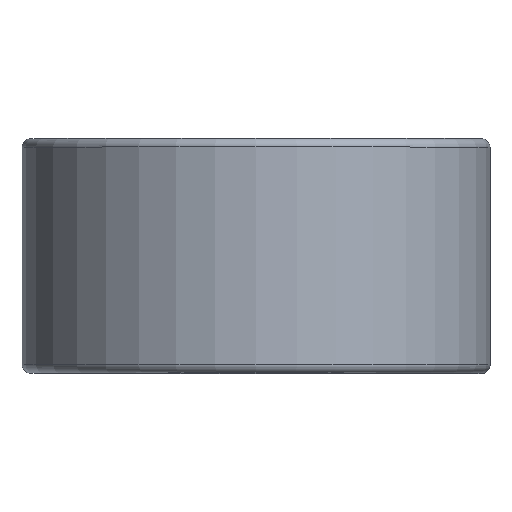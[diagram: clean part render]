
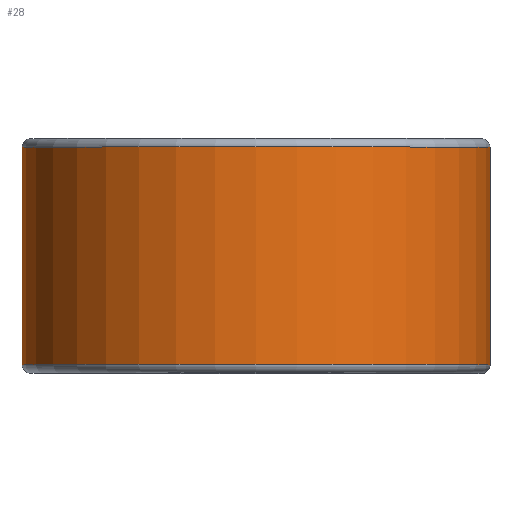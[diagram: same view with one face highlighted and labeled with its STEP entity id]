
A CAD part, top view. The second image highlights one B-rep face of the part: STEP entity #28.
In plain terms, the highlighted cylindrical face has radius 20.574 mm (diameter 41.148 mm), a partial arc.
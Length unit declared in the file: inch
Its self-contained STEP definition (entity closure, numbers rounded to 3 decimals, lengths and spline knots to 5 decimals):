
#11 = ORIENTED_EDGE ( 'NONE', *, *, #1075, .F. ) ;
#26 = FACE_OUTER_BOUND ( 'NONE', #2152, .T. ) ;
#28 = ADVANCED_FACE ( 'NONE', ( #26 ), #84, .T. ) ;
#49 = DIRECTION ( 'NONE',  ( 0., -1., 0. ) ) ;
#67 = EDGE_CURVE ( 'NONE', #1781, #211, #1585, .T. ) ;
#84 = CYLINDRICAL_SURFACE ( 'NONE', #625, 0.81 ) ;
#98 = EDGE_CURVE ( 'NONE', #211, #799, #2064, .T. ) ;
#127 = ORIENTED_EDGE ( 'NONE', *, *, #67, .T. ) ;
#188 = CARTESIAN_POINT ( 'NONE',  ( 0., 0.37625, 0. ) ) ;
#211 = VERTEX_POINT ( 'NONE', #1750 ) ;
#238 = CARTESIAN_POINT ( 'NONE',  ( 0.81, -0.37625, 0. ) ) ;
#404 = CARTESIAN_POINT ( 'NONE',  ( 0., 0.37625, -0.81 ) ) ;
#572 = DIRECTION ( 'NONE',  ( 0., 0., -1. ) ) ;
#604 = DIRECTION ( 'NONE',  ( 0., -1., 0. ) ) ;
#616 = CARTESIAN_POINT ( 'NONE',  ( 0., 0.375, 0. ) ) ;
#625 = AXIS2_PLACEMENT_3D ( 'NONE', #616, #1099, #1465 ) ;
#739 = VERTEX_POINT ( 'NONE', #1064 ) ;
#767 = CARTESIAN_POINT ( 'NONE',  ( 0.81, 0.37625, 0. ) ) ;
#799 = VERTEX_POINT ( 'NONE', #404 ) ;
#813 = AXIS2_PLACEMENT_3D ( 'NONE', #1676, #604, #1877 ) ;
#932 = CARTESIAN_POINT ( 'NONE',  ( 0., 0.37625, -0.81 ) ) ;
#1064 = CARTESIAN_POINT ( 'NONE',  ( 0., -0.37625, -0.81 ) ) ;
#1075 = EDGE_CURVE ( 'NONE', #739, #799, #1963, .T. ) ;
#1099 = DIRECTION ( 'NONE',  ( 0., -1., 0. ) ) ;
#1465 = DIRECTION ( 'NONE',  ( 0., 0., -1. ) ) ;
#1477 = VECTOR ( 'NONE', #1567, 39.37008 ) ;
#1567 = DIRECTION ( 'NONE',  ( 0., 1., 0. ) ) ;
#1585 = LINE ( 'NONE', #767, #1477 ) ;
#1676 = CARTESIAN_POINT ( 'NONE',  ( 0., -0.37625, 0. ) ) ;
#1742 = ORIENTED_EDGE ( 'NONE', *, *, #98, .T. ) ;
#1750 = CARTESIAN_POINT ( 'NONE',  ( 0.81, 0.37625, 0. ) ) ;
#1781 = VERTEX_POINT ( 'NONE', #238 ) ;
#1852 = VECTOR ( 'NONE', #2083, 39.37008 ) ;
#1877 = DIRECTION ( 'NONE',  ( 0., 0., -1. ) ) ;
#1963 = LINE ( 'NONE', #932, #1852 ) ;
#2040 = ORIENTED_EDGE ( 'NONE', *, *, #2325, .F. ) ;
#2064 = CIRCLE ( 'NONE', #2294, 0.81 ) ;
#2083 = DIRECTION ( 'NONE',  ( 0., 1., 0. ) ) ;
#2152 = EDGE_LOOP ( 'NONE', ( #127, #1742, #11, #2040 ) ) ;
#2294 = AXIS2_PLACEMENT_3D ( 'NONE', #188, #49, #572 ) ;
#2312 = CIRCLE ( 'NONE', #813, 0.81 ) ;
#2325 = EDGE_CURVE ( 'NONE', #1781, #739, #2312, .T. ) ;
